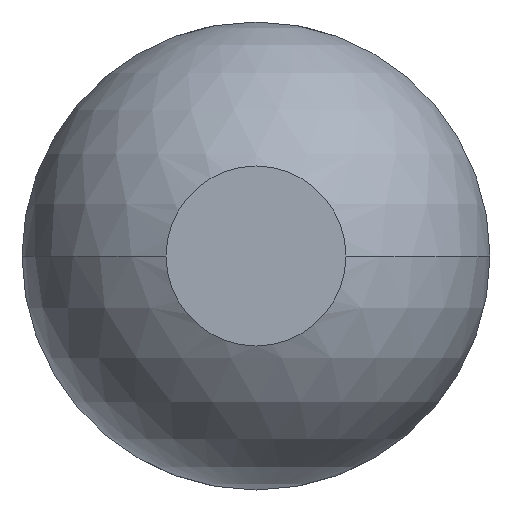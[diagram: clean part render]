
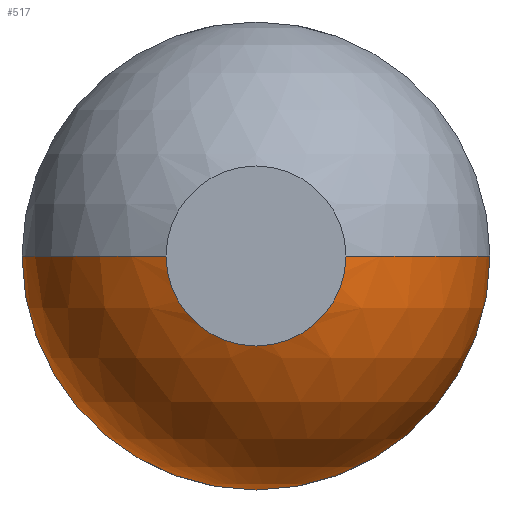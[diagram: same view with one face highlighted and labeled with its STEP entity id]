
A CAD part, front view. The second image highlights one B-rep face of the part: STEP entity #517.
In plain terms, the highlighted spherical face has radius 0.39 mm.
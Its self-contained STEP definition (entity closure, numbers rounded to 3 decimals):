
#11 = CARTESIAN_POINT ( 'NONE',  ( 0., -35.94, 0. ) ) ;
#35 = DIRECTION ( 'NONE',  ( 0., 0., -1. ) ) ;
#108 = CIRCLE ( 'NONE', #2944, 0.39 ) ;
#187 = DIRECTION ( 'NONE',  ( 0., -1., 0. ) ) ;
#216 = EDGE_CURVE ( 'NONE', #3449, #1820, #2516, .T. ) ;
#269 = CARTESIAN_POINT ( 'NONE',  ( 0., -36.3, -0.15 ) ) ;
#283 = DIRECTION ( 'NONE',  ( 0., 0., -1. ) ) ;
#321 = CIRCLE ( 'NONE', #2453, 0.39 ) ;
#349 = CARTESIAN_POINT ( 'NONE',  ( -0.15, -36.3, 0. ) ) ;
#517 = ADVANCED_FACE ( 'NONE', ( #671 ), #3205, .T. ) ;
#530 = CARTESIAN_POINT ( 'NONE',  ( 0., -35.94, -0.39 ) ) ;
#659 = ORIENTED_EDGE ( 'NONE', *, *, #3428, .F. ) ;
#671 = FACE_OUTER_BOUND ( 'NONE', #786, .T. ) ;
#786 = EDGE_LOOP ( 'NONE', ( #927, #2512, #3435, #659, #3011, #2882 ) ) ;
#825 = CIRCLE ( 'NONE', #1931, 0.15 ) ;
#915 = AXIS2_PLACEMENT_3D ( 'NONE', #1306, #2142, #2400 ) ;
#927 = ORIENTED_EDGE ( 'NONE', *, *, #2278, .F. ) ;
#938 = CARTESIAN_POINT ( 'NONE',  ( 0.15, -36.3, 0. ) ) ;
#1040 = VERTEX_POINT ( 'NONE', #349 ) ;
#1306 = CARTESIAN_POINT ( 'NONE',  ( 0., -35.94, 0. ) ) ;
#1320 = CARTESIAN_POINT ( 'NONE',  ( 0., -35.94, 0. ) ) ;
#1408 = VERTEX_POINT ( 'NONE', #2189 ) ;
#1453 = EDGE_CURVE ( 'NONE', #1820, #2327, #2812, .T. ) ;
#1505 = DIRECTION ( 'NONE',  ( 0., 0., -1. ) ) ;
#1511 = EDGE_CURVE ( 'NONE', #1531, #1408, #2517, .T. ) ;
#1531 = VERTEX_POINT ( 'NONE', #530 ) ;
#1544 = DIRECTION ( 'NONE',  ( -1., 0., 0. ) ) ;
#1619 = CARTESIAN_POINT ( 'NONE',  ( 0., -36.3, 0. ) ) ;
#1820 = VERTEX_POINT ( 'NONE', #938 ) ;
#1845 = DIRECTION ( 'NONE',  ( 1., 0., 0. ) ) ;
#1883 = CARTESIAN_POINT ( 'NONE',  ( 0., -35.94, 0. ) ) ;
#1927 = DIRECTION ( 'NONE',  ( 1., 0., 0. ) ) ;
#1931 = AXIS2_PLACEMENT_3D ( 'NONE', #1619, #2385, #35 ) ;
#2051 = CARTESIAN_POINT ( 'NONE',  ( 0., -36.3, 0. ) ) ;
#2092 = DIRECTION ( 'NONE',  ( 0., 0., 1. ) ) ;
#2112 = DIRECTION ( 'NONE',  ( 0., 0., -1. ) ) ;
#2142 = DIRECTION ( 'NONE',  ( 0., 1., 0. ) ) ;
#2189 = CARTESIAN_POINT ( 'NONE',  ( -0.39, -35.94, 0. ) ) ;
#2278 = EDGE_CURVE ( 'NONE', #1040, #3449, #825, .T. ) ;
#2327 = VERTEX_POINT ( 'NONE', #2433 ) ;
#2385 = DIRECTION ( 'NONE',  ( 0., -1., 0. ) ) ;
#2400 = DIRECTION ( 'NONE',  ( 0., 0., 1. ) ) ;
#2433 = CARTESIAN_POINT ( 'NONE',  ( 0.39, -35.94, 0. ) ) ;
#2453 = AXIS2_PLACEMENT_3D ( 'NONE', #1320, #2112, #1544 ) ;
#2512 = ORIENTED_EDGE ( 'NONE', *, *, #3397, .T. ) ;
#2516 = CIRCLE ( 'NONE', #3436, 0.15 ) ;
#2517 = CIRCLE ( 'NONE', #915, 0.39 ) ;
#2558 = AXIS2_PLACEMENT_3D ( 'NONE', #11, #283, #1927 ) ;
#2619 = CARTESIAN_POINT ( 'NONE',  ( 0., -35.94, 0. ) ) ;
#2812 = CIRCLE ( 'NONE', #3300, 0.39 ) ;
#2866 = DIRECTION ( 'NONE',  ( 0., 1., 0. ) ) ;
#2882 = ORIENTED_EDGE ( 'NONE', *, *, #216, .F. ) ;
#2912 = DIRECTION ( 'NONE',  ( 0., 0., 1. ) ) ;
#2944 = AXIS2_PLACEMENT_3D ( 'NONE', #2619, #2866, #2092 ) ;
#3011 = ORIENTED_EDGE ( 'NONE', *, *, #1453, .F. ) ;
#3205 = SPHERICAL_SURFACE ( 'NONE', #2558, 0.39 ) ;
#3300 = AXIS2_PLACEMENT_3D ( 'NONE', #1883, #2912, #1845 ) ;
#3397 = EDGE_CURVE ( 'NONE', #1040, #1408, #321, .T. ) ;
#3428 = EDGE_CURVE ( 'NONE', #2327, #1531, #108, .T. ) ;
#3435 = ORIENTED_EDGE ( 'NONE', *, *, #1511, .F. ) ;
#3436 = AXIS2_PLACEMENT_3D ( 'NONE', #2051, #187, #1505 ) ;
#3449 = VERTEX_POINT ( 'NONE', #269 ) ;
